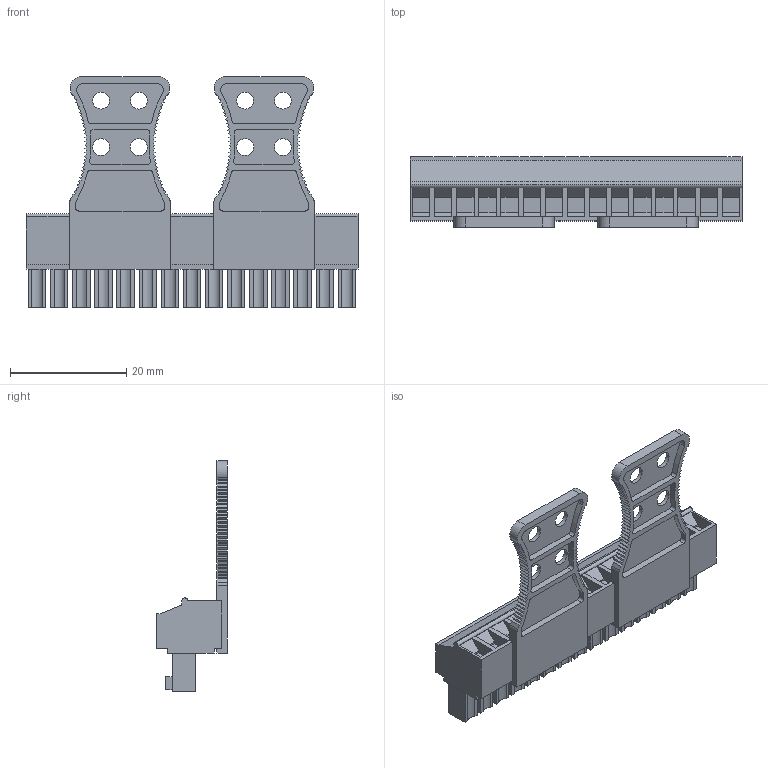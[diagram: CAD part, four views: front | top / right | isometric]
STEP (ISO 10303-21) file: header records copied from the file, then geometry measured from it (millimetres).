
FILE_DESCRIPTION(('CATIA V5 STEP Exchange','CAx-IF Rec.Pracs.--- Model Styling and Organization---1.2---2011-12-15'),'2;1');
FILE_NAME ('D1450060_0_1236400000_1236400000.stp','2018-09-19T12:01:33+00:00',('none'),('Weidmueller'),'CATIA Version 5-6 Release 2014','CATIA V5 STEP AP214','none');
FILE_SCHEMA(('AUTOMOTIVE_DESIGN { 1 0 10303 214 1 1 1 1 }'));
Length unit declared in the file: millimetre
Products named in the file (1): 1236400000
Bounding box: 57.15 x 12.2 x 39.75 mm (x, y, z)
Volume: 6551.4 mm3; surface area: 7466.7 mm2
Topology: 3 solids, 3 shells, 790 faces, 2150 edges, 1432 vertices
Faces by surface type: plane 626, cylinder 134, cone 30
Entity records: 22921 total; most frequent: ORIENTED_EDGE 4300, CARTESIAN_POINT 4069, DIRECTION 3122, EDGE_CURVE 2150, VECTOR 1822, LINE 1822, VERTEX_POINT 1432, EDGE_LOOP 872
